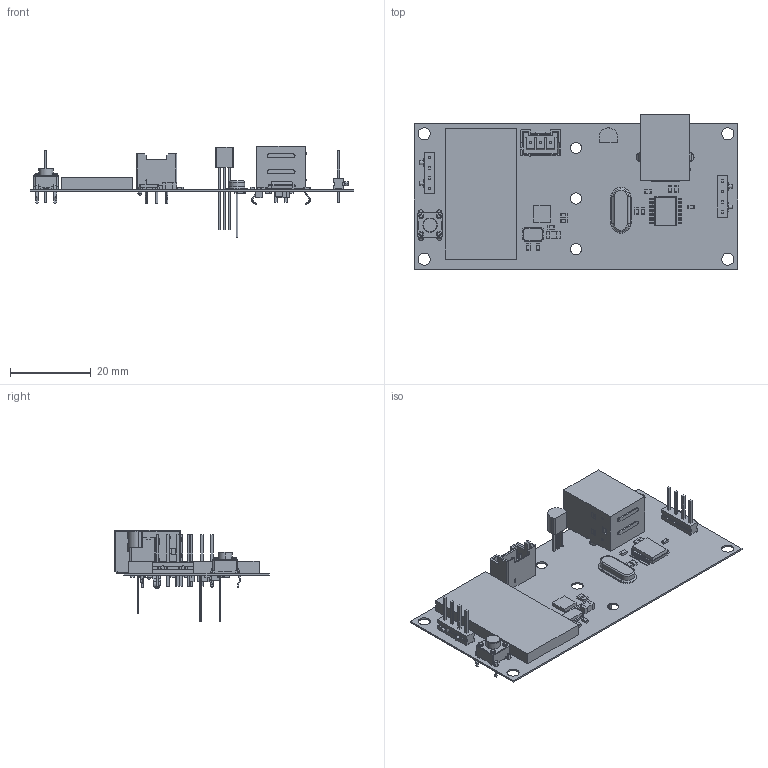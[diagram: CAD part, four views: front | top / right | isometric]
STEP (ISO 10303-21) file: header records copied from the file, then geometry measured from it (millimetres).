
FILE_DESCRIPTION(('Open CASCADE Model'),'2;1');
FILE_NAME('Open CASCADE Shape Model','2021-06-13T19:58:38',('Author'),( 'Open CASCADE'),'Open CASCADE STEP processor 6.8','Open CASCADE 6.8' ,'Unknown');
FILE_SCHEMA(('AUTOMOTIVE_DESIGN { 1 0 10303 214 1 1 1 1 }'));
Length unit declared in the file: millimetre
Products named in the file (76): PCB; Board; Open CASCADE STEP translator 6.8 1.1.1; R5; 6118318672; Extruded; 6118318352; U3; TO-92_SMALL; RESET; 6058473040; R4; MOD1; 6118320432; SPY-BY-WIRE; CON_THT_4PIN_254_WHITE; ONE_WIRE; CON_1744418-3; LCD2WIRE; C17; C14; 6118319552; 6118320032; XTAL2; ABS07AIG-32.768KHZ-9-1-T; XTAL1; HC49-SMALL; U4; 6118315872; U2; 6119012240; U1; MCP2200-I_SS; RV1; 6118315712; 6118315152; R3; R2; R1; FB1 ...
Assembly tree (138 placements, depth 4):
  PCB
    Board
      Open CASCADE STEP translator 6.8 1.1.1
    R5
      6118318672
        Extruded
      6118318352  x2
        Extruded
    U3
      TO-92_SMALL
    RESET
      6058473040
    R4
      6118318672
        Extruded
      6118318352  x2
        Extruded
    MOD1
      6118320432
        Extruded
    SPY-BY-WIRE
      CON_THT_4PIN_254_WHITE
    ONE_WIRE
      CON_1744418-3
    LCD2WIRE
      CON_THT_4PIN_254_WHITE
    C17
      6118318672
        Extruded
      6118318352  x2
        Extruded
    C14
      6118319552
        Extruded
      6118320032  x2
        Extruded
    XTAL2
      ABS07AIG-32.768KHZ-9-1-T
    XTAL1
      HC49-SMALL
    U4
      6118315872
        Extruded
    U2
      6119012240
        Extruded
    U1
      MCP2200-I_SS
    RV1
      6118315712  x2
        Extruded
      6118315152
        Extruded
    R3
      6118320032  x2
        Extruded
      6118319552
        Extruded
    R2
      6118320032  x2
Bounding box: 80 x 38.2 x 22.7 mm (x, y, z)
Volume: 5189.4 mm3; surface area: 12915.8 mm2
Topology: 118 solids, 118 shells, 1739 faces, 4294 edges, 2835 vertices
Faces by surface type: plane 1418, cylinder 289, torus 20, bspline 4, sphere 4, cone 2, revolution 2
Full cylindrical faces by diameter (mm): 0.63 x2, 0.762 x10, 0.89 x8, 0.9 x7, 0.93 x3, 1.1 x4, 1.2 x1, 2.3 x2, 2.8 x3, 3 x4
Entity records: 43751 total; most frequent: CARTESIAN_POINT 7159, DIRECTION 6763, ORIENTED_EDGE 6636, EDGE_CURVE 3318, LINE 2671, VECTOR 2671, VERTEX_POINT 2195, AXIS2_PLACEMENT_3D 2045
